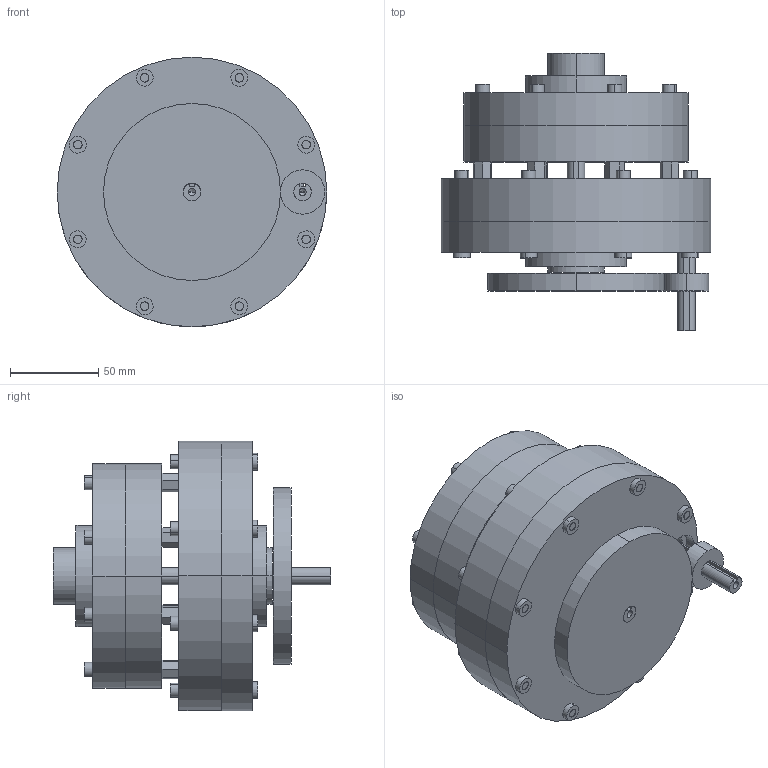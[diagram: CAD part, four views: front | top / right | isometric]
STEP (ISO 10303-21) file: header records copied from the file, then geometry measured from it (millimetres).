
FILE_DESCRIPTION (( 'STEP AP214' ), '1' );
FILE_NAME ('Turbopump FEM.STEP', '2024-01-29T12:15:05', ( '' ), ( '' ), 'SwSTEP 2.0', 'SolidWorks 2023', '' );
FILE_SCHEMA (( 'AUTOMOTIVE_DESIGN' ));
Length unit declared in the file: inch
Products named in the file (18): [TP] [Pump] [Fuel] Inducer_Simplified FEM; [TP] [Turb] Keyed Shaft - 7398K211_304_7398K211; Pump Gear FEM; [TP] [Pump] [Ox] Inlet Cap; [TP] [Pump] [Ox] Pump Casing Volute_Simplified FEM; [TP] [Pump] [Ox] Pump Casing Cap; Interpump Standoff FEM_91075A171; [TP] [Pump] [Fuel] Pump Casing Volute_Simplified FEM; Turbine Gear FEM; [TP] [Pump] [Ox] Inducer_Simplified FEM; [TP] [Pump] Keyed Shaft - 7398K211_304_7398K211; [TP] [Pump] [Fuel] Impeller_Simplified FEM; [TP] [Pump] [Fuel] Seal Retaining Cap; Turbopump FEM; 10-32 Nut FEM; [TP] [Pump] [Fuel] Pump Casing Cap_Simplified FEM; 10-32-1.75 Fastener FEM; [TP] [Pump] [Ox] Impeller_Simplified FEM
Assembly tree (46 placements, depth 2):
  Turbopump FEM
    [TP] [Pump] [Fuel] Pump Casing Cap_Simplified FEM
    [TP] [Pump] [Fuel] Pump Casing Volute_Simplified FEM
    [TP] [Pump] [Ox] Pump Casing Cap
    [TP] [Pump] [Ox] Pump Casing Volute_Simplified FEM
    Interpump Standoff FEM_91075A171  x8
    [TP] [Pump] [Fuel] Seal Retaining Cap
    10-32-1.75 Fastener FEM  x16
    [TP] [Pump] [Ox] Inlet Cap
    [TP] [Pump] Keyed Shaft - 7398K211_304_7398K211
    10-32 Nut FEM  x8
    Pump Gear FEM
    [TP] [Pump] [Ox] Impeller_Simplified FEM
    [TP] [Turb] Keyed Shaft - 7398K211_304_7398K211
    Turbine Gear FEM
    [TP] [Pump] [Fuel] Impeller_Simplified FEM
    [TP] [Pump] [Fuel] Inducer_Simplified FEM
    [TP] [Pump] [Ox] Inducer_Simplified FEM
Bounding box: 152.4 x 156.59 x 152.4 mm (x, y, z)
Volume: 1328909.2 mm3; surface area: 287646.6 mm2
Topology: 46 solids, 46 shells, 675 faces, 1490 edges, 958 vertices
Faces by surface type: cylinder 398, plane 219, cone 54, bspline 4
Entity records: 14947 total; most frequent: CARTESIAN_POINT 4151, DIRECTION 2360, ORIENTED_EDGE 1872, AXIS2_PLACEMENT_3D 995, EDGE_CURVE 936, VERTEX_POINT 614, EDGE_LOOP 574, CIRCLE 548
